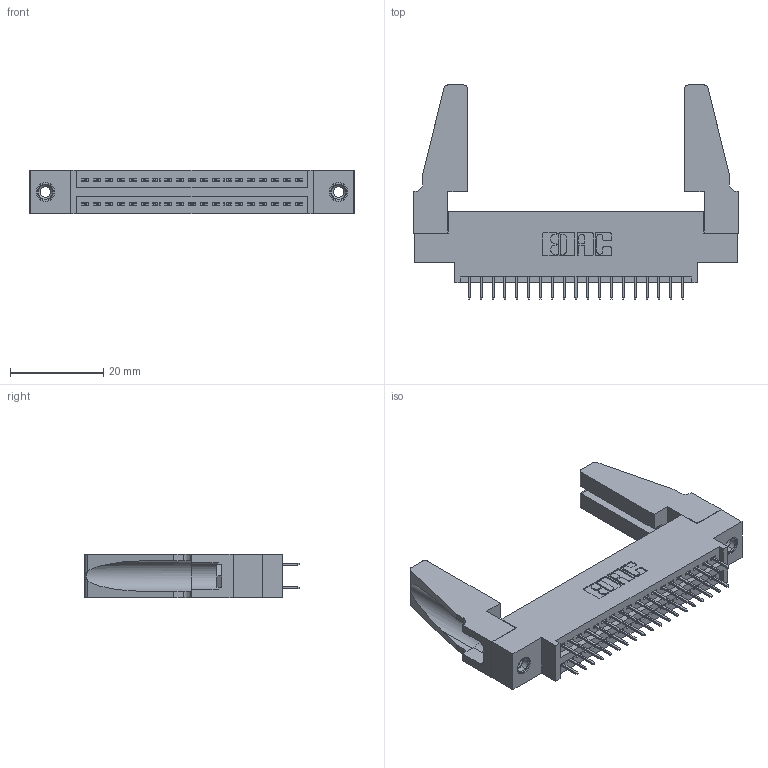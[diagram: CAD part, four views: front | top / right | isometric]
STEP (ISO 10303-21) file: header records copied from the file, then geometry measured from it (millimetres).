
FILE_DESCRIPTION (( 'STEP AP203' ), '1' );
FILE_NAME ('395-038-525-888.STEP', '2020-09-24T01:30:55', ( '' ), ( '' ), 'SwSTEP 2.0', 'SolidWorks 2020', '' );
FILE_SCHEMA (( 'CONFIG_CONTROL_DESIGN' ));
Length unit declared in the file: inch
Products named in the file (5): 395-038-525-888; 345-292-001_345-293-125; 345-250-001_345-250-001-102; 345-220-078_345-220-088; 345 Part_0.170 Offset - 0.156 Dia-TH
Assembly tree (43 placements, depth 2):
  395-038-525-888
    345 Part_0.170 Offset - 0.156 Dia-TH
    345-292-001_345-293-125  x38
    345-250-001_345-250-001-102  x2
    345-220-078_345-220-088  x2
Bounding box: 69.49 x 45.9 x 9.4 mm (x, y, z)
Volume: 9613.8 mm3; surface area: 12034.8 mm2
Topology: 43 solids, 43 shells, 2306 faces, 6481 edges, 4158 vertices
Faces by surface type: plane 1638, cylinder 652, cone 12, torus 4
Entity records: 20358 total; most frequent: CARTESIAN_POINT 3430, ORIENTED_EDGE 3324, DIRECTION 3058, EDGE_CURVE 1662, VECTOR 1416, LINE 1416, VERTEX_POINT 1098, AXIS2_PLACEMENT_3D 821
